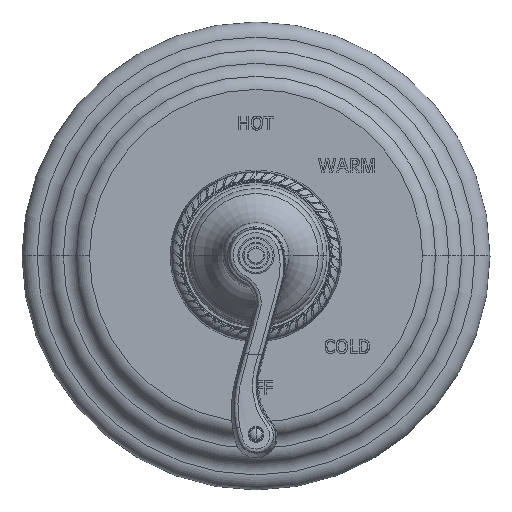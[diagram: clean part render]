
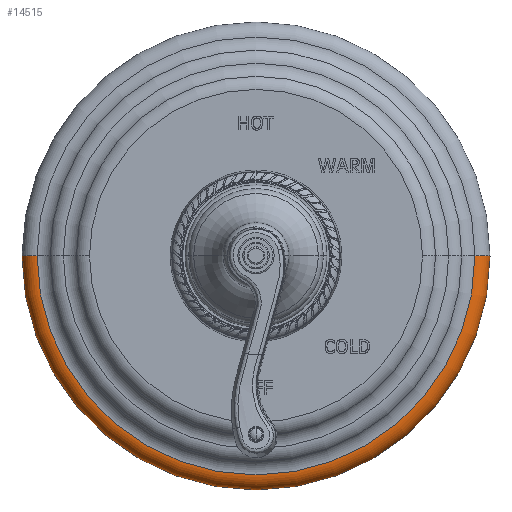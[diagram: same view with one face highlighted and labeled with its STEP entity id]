
A CAD part, top view. The second image highlights one B-rep face of the part: STEP entity #14515.
In plain terms, the highlighted toroidal (fillet/blend) face has major radius 92.075 mm and minor radius 6.35 mm.
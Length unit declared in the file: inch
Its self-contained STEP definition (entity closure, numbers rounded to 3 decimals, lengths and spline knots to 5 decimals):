
#2=CARTESIAN_POINT('',(0.,0.,0.));
#3=DIRECTION('',(0.,0.,-1.));
#4=DIRECTION('',(1.,0.,0.));
#5=AXIS2_PLACEMENT_3D('',#2,#3,#4);
#12=CARTESIAN_POINT('',(3.625,0.,0.));
#13=DIRECTION('',(0.,-1.,0.));
#14=DIRECTION('',(1.,0.,0.));
#15=AXIS2_PLACEMENT_3D('',#12,#13,#14);
#17=CARTESIAN_POINT('',(-3.625,0.,0.));
#18=DIRECTION('',(0.,1.,0.));
#19=DIRECTION('',(-1.,0.,0.));
#20=AXIS2_PLACEMENT_3D('',#17,#18,#19);
#37=CARTESIAN_POINT('',(0.,0.,0.25));
#38=DIRECTION('',(0.,0.,-1.));
#39=DIRECTION('',(1.,0.,0.));
#40=AXIS2_PLACEMENT_3D('',#37,#38,#39);
#12748=CARTESIAN_POINT('',(3.625,0.,0.25));
#12750=VERTEX_POINT('',#12748);
#12758=CARTESIAN_POINT('',(-3.625,0.,0.25));
#12760=VERTEX_POINT('',#12758);
#13332=CARTESIAN_POINT('',(3.875,0.,0.));
#13333=CARTESIAN_POINT('',(-3.875,0.,0.));
#13334=VERTEX_POINT('',#13332);
#13335=VERTEX_POINT('',#13333);
#14500=CARTESIAN_POINT('',(0.,0.,0.));
#14501=DIRECTION('',(0.,0.,-1.));
#14502=DIRECTION('',(-1.,0.,0.));
#14503=AXIS2_PLACEMENT_3D('',#14500,#14501,#14502);
#14504=TOROIDAL_SURFACE('',#14503,3.625,0.25);
#14506=ORIENTED_EDGE('',*,*,#14505,.T.);
#14508=ORIENTED_EDGE('',*,*,#14507,.T.);
#14510=ORIENTED_EDGE('',*,*,#14509,.F.);
#14512=ORIENTED_EDGE('',*,*,#14511,.F.);
#14513=EDGE_LOOP('',(#14506,#14508,#14510,#14512));
#14514=FACE_OUTER_BOUND('',#14513,.F.);
#14515=ADVANCED_FACE('',(#14514),#14504,.T.);
#6=CIRCLE('',#5,3.875);
#16=CIRCLE('',#15,0.25);
#21=CIRCLE('',#20,0.25);
#41=CIRCLE('',#40,3.625);
#14505=EDGE_CURVE('',#13334,#13335,#6,.T.);
#14507=EDGE_CURVE('',#13335,#12760,#21,.T.);
#14509=EDGE_CURVE('',#12750,#12760,#41,.T.);
#14511=EDGE_CURVE('',#13334,#12750,#16,.T.);
